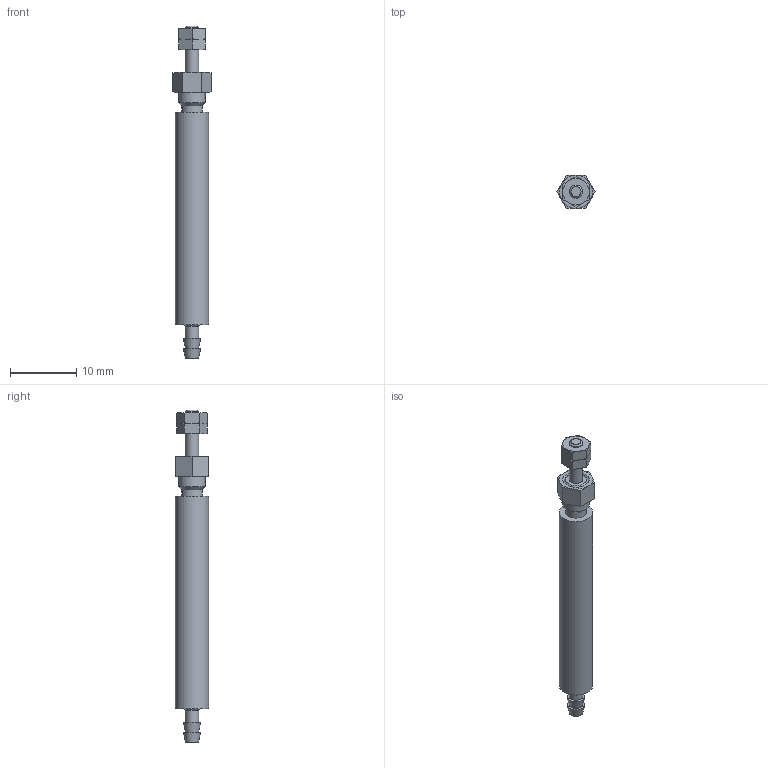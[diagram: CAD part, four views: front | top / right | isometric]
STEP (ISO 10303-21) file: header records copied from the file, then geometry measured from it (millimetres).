
FILE_DESCRIPTION(/* description */ ('STEP AP214'),/* implementation_level */ '2;1');
FILE_NAME(/* name */ '15886_EG-4-10-PK-2',/* time_stamp */ '2024-08-21T14:26:54+02:00',/* author */ ('License CC BY-ND 4.0'),/* organization */ ('CADENAS'),/* preprocessor_version */ 'ST-DEVELOPER v19.3',/* originating_system */ 'PARTsolutions',/* authorisation */ ' ');
FILE_SCHEMA (('AUTOMOTIVE_DESIGN {1 0 10303 214 3 1 1}'));
Length unit declared in the file: millimetre
Products named in the file (5): 15886 EG-4-10-PK-2---(10_0); 15886 EG-4-10-PK-2---(ZR_10_0); 15886 EG-4-10-PK-2-(N); 15886 EG-4-10-PK-2---(10_KS); 15886 EG-4-10-PK-2-(N2)
Assembly tree (5 placements, depth 2):
  15886 EG-4-10-PK-2---(10_0)
    15886 EG-4-10-PK-2---(ZR_10_0)
    15886 EG-4-10-PK-2-(N)
    15886 EG-4-10-PK-2---(10_KS)
    15886 EG-4-10-PK-2-(N2)  x2
Bounding box: 5.77 x 5 x 50 mm (x, y, z)
Volume: 718.2 mm3; surface area: 1394.4 mm2
Topology: 5 solids, 5 shells, 95 faces, 187 edges, 109 vertices
Faces by surface type: cone 47, plane 35, cylinder 12, torus 1
Full cylindrical faces by diameter (mm): 0.35 x1, 1.567 x2, 2 x3, 3.141 x1, 3.242 x1, 4 x3, 5 x1
Entity records: 1888 total; most frequent: CARTESIAN_POINT 420, DIRECTION 282, ORIENTED_EDGE 234, AXIS2_PLACEMENT_3D 135, EDGE_CURVE 117, EDGE_LOOP 106, FACE_BOUND 106, VERTEX_POINT 81
